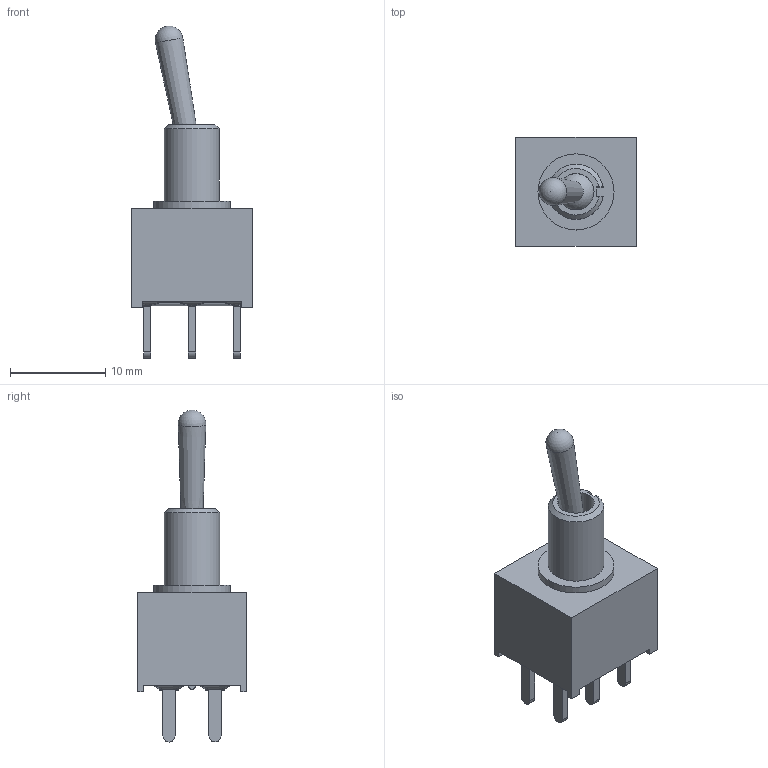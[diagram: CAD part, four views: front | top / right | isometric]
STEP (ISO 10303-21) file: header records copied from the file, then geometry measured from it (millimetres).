
FILE_DESCRIPTION(/* description */ (''),/* implementation_level */ '2;1');
FILE_NAME(/* name */ '100AWDPxT1B1M2xE.stp',/* time_stamp */ '2025-02-07T07:15:38-06:00',/* author */ ('jsteinblock'),/* organization */ (''),/* preprocessor_version */ 'ST-DEVELOPER v20',/* originating_system */ 'Autodesk Inventor 2022',/* authorisation */ '');
FILE_SCHEMA (('AUTOMOTIVE_DESIGN { 1 0 10303 214 3 1 1 }'));
Length unit declared in the file: inch
Products named in the file (1): 100AWDPxT1B1M2xE
Bounding box: 12.7 x 11.43 x 34.87 mm (x, y, z)
Volume: 1723.8 mm3; surface area: 1290.6 mm2
Topology: 1 solids, 2 shells, 122 faces, 349 edges, 230 vertices
Faces by surface type: plane 78, cylinder 23, bspline 16, sphere 3, cone 2
Full cylindrical faces by diameter (mm): 3.8 x2, 8 x1
Entity records: 5249 total; most frequent: CARTESIAN_POINT 2261, ORIENTED_EDGE 686, DIRECTION 488, EDGE_CURVE 343, VERTEX_POINT 230, LINE 206, VECTOR 206, AXIS2_PLACEMENT_3D 141
